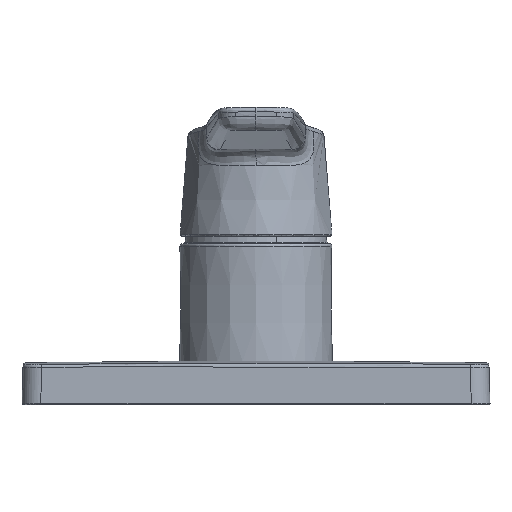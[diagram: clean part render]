
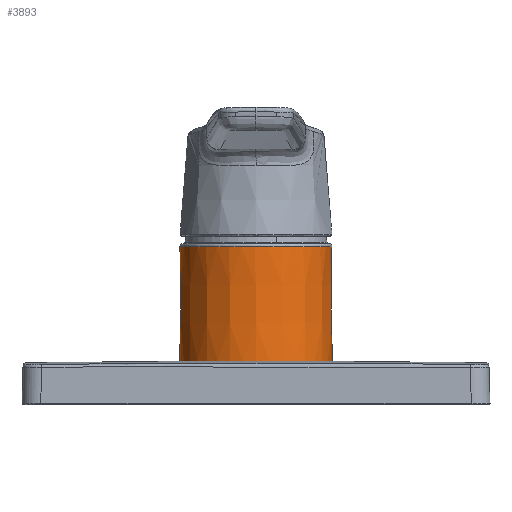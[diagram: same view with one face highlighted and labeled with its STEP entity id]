
A CAD part, front view. The second image highlights one B-rep face of the part: STEP entity #3893.
In plain terms, the highlighted conical face has half-angle 0.229 degrees and reference radius 24.599 mm.
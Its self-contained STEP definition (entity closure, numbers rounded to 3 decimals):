
#1103 = DIRECTION ( 'NONE',  ( 0., 0., -1. ) ) ;
#1276 = VERTEX_POINT ( 'NONE', #2879 ) ;
#1399 = VERTEX_POINT ( 'NONE', #9114 ) ;
#1402 = CIRCLE ( 'NONE', #11538, 24.551 ) ;
#1894 = CIRCLE ( 'NONE', #6164, 24.404 ) ;
#2879 = CARTESIAN_POINT ( 'NONE',  ( 0., 24.551, 13.952 ) ) ;
#3087 = FACE_OUTER_BOUND ( 'NONE', #8270, .T. ) ;
#3228 = FACE_BOUND ( 'NONE', #6006, .T. ) ;
#3345 = DIRECTION ( 'NONE',  ( 0., 0., -1. ) ) ;
#3893 = ADVANCED_FACE ( 'NONE', ( #3228, #3087 ), #4077, .T. ) ;
#4077 = CONICAL_SURFACE ( 'NONE', #5297, 24.599, 0.004 ) ;
#5297 = AXIS2_PLACEMENT_3D ( 'NONE', #10536, #3345, #6356 ) ;
#5959 = CARTESIAN_POINT ( 'NONE',  ( 0., 0., 13.952 ) ) ;
#6006 = EDGE_LOOP ( 'NONE', ( #10611 ) ) ;
#6164 = AXIS2_PLACEMENT_3D ( 'NONE', #7369, #1103, #8408 ) ;
#6356 = DIRECTION ( 'NONE',  ( 0., 1., 0. ) ) ;
#6998 = DIRECTION ( 'NONE',  ( 0., 1., 0. ) ) ;
#7369 = CARTESIAN_POINT ( 'NONE',  ( 0., 0., 50.704 ) ) ;
#7760 = EDGE_CURVE ( 'NONE', #1399, #1399, #1894, .T. ) ;
#8270 = EDGE_LOOP ( 'NONE', ( #10621 ) ) ;
#8408 = DIRECTION ( 'NONE',  ( 0.479, -0.878, 0. ) ) ;
#9114 = CARTESIAN_POINT ( 'NONE',  ( 11.7, -21.417, 50.704 ) ) ;
#10536 = CARTESIAN_POINT ( 'NONE',  ( 0., 0., 1.901 ) ) ;
#10611 = ORIENTED_EDGE ( 'NONE', *, *, #7760, .T. ) ;
#10621 = ORIENTED_EDGE ( 'NONE', *, *, #12995, .T. ) ;
#11538 = AXIS2_PLACEMENT_3D ( 'NONE', #5959, #12873, #6998 ) ;
#12873 = DIRECTION ( 'NONE',  ( 0., 0., 1. ) ) ;
#12995 = EDGE_CURVE ( 'NONE', #1276, #1276, #1402, .T. ) ;
